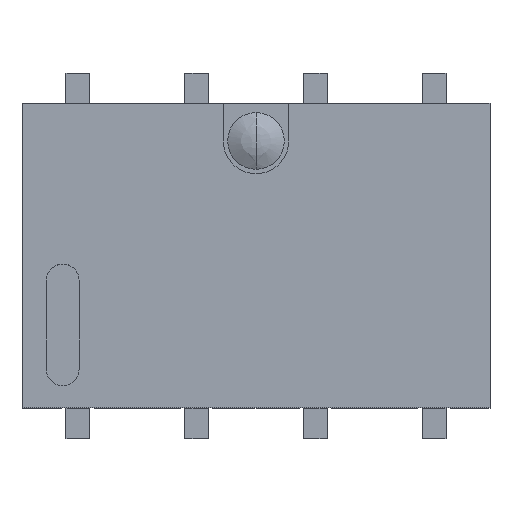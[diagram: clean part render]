
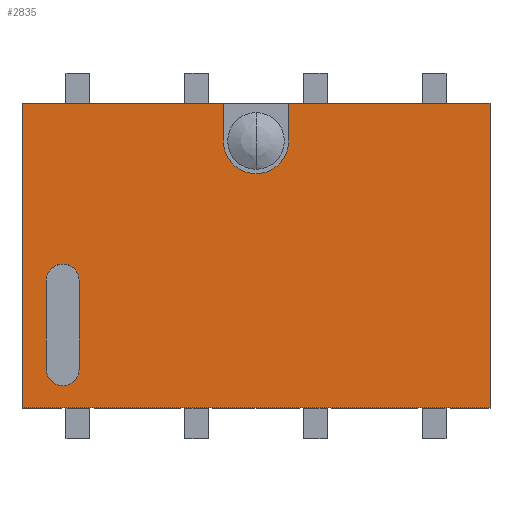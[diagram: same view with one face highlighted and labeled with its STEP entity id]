
A CAD part, top view. The second image highlights one B-rep face of the part: STEP entity #2835.
In plain terms, the highlighted planar face has unit normal (0, 0, 1).
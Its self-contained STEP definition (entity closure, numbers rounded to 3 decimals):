
#1432 = VERTEX_POINT('',#1433);
#1433 = CARTESIAN_POINT('',(5.,-3.25,5.2));
#1439 = EDGE_CURVE('',#1440,#1432,#1442,.T.);
#1440 = VERTEX_POINT('',#1441);
#1441 = CARTESIAN_POINT('',(-5.,-3.25,5.2));
#1442 = LINE('',#1443,#1444);
#1443 = CARTESIAN_POINT('',(-5.,-3.25,5.2));
#1444 = VECTOR('',#1445,1.);
#1445 = DIRECTION('',(1.,0.,0.));
#1580 = EDGE_CURVE('',#1581,#1583,#1585,.T.);
#1581 = VERTEX_POINT('',#1582);
#1582 = CARTESIAN_POINT('',(-0.7,3.25,5.2));
#1583 = VERTEX_POINT('',#1584);
#1584 = CARTESIAN_POINT('',(-5.,3.25,5.2));
#1585 = LINE('',#1586,#1587);
#1586 = CARTESIAN_POINT('',(-5.,3.25,5.2));
#1587 = VECTOR('',#1588,1.);
#1588 = DIRECTION('',(-1.,0.,0.));
#1607 = VERTEX_POINT('',#1608);
#1608 = CARTESIAN_POINT('',(0.7,3.25,5.2));
#1614 = EDGE_CURVE('',#1615,#1607,#1617,.T.);
#1615 = VERTEX_POINT('',#1616);
#1616 = CARTESIAN_POINT('',(5.,3.25,5.2));
#1617 = LINE('',#1618,#1619);
#1618 = CARTESIAN_POINT('',(-5.,3.25,5.2));
#1619 = VECTOR('',#1620,1.);
#1620 = DIRECTION('',(-1.,0.,0.));
#2006 = EDGE_CURVE('',#1583,#1440,#2007,.T.);
#2007 = LINE('',#2008,#2009);
#2008 = CARTESIAN_POINT('',(-5.,3.25,5.2));
#2009 = VECTOR('',#2010,1.);
#2010 = DIRECTION('',(0.,-1.,0.));
#2184 = EDGE_CURVE('',#1432,#1615,#2185,.T.);
#2185 = LINE('',#2186,#2187);
#2186 = CARTESIAN_POINT('',(5.,3.25,5.2));
#2187 = VECTOR('',#2188,1.);
#2188 = DIRECTION('',(0.,1.,0.));
#2835 = ADVANCED_FACE('',(#2836,#2881),#2920,.T.);
#2836 = FACE_BOUND('',#2837,.T.);
#2837 = EDGE_LOOP('',(#2838,#2848,#2857,#2866,#2874));
#2838 = ORIENTED_EDGE('',*,*,#2839,.F.);
#2839 = EDGE_CURVE('',#2840,#2842,#2844,.T.);
#2840 = VERTEX_POINT('',#2841);
#2841 = CARTESIAN_POINT('',(-3.78,-2.43,5.2));
#2842 = VERTEX_POINT('',#2843);
#2843 = CARTESIAN_POINT('',(-3.78,-0.53,5.2));
#2844 = LINE('',#2845,#2846);
#2845 = CARTESIAN_POINT('',(-3.78,-0.53,5.2));
#2846 = VECTOR('',#2847,1.);
#2847 = DIRECTION('',(0.,1.,0.));
#2848 = ORIENTED_EDGE('',*,*,#2849,.F.);
#2849 = EDGE_CURVE('',#2850,#2840,#2852,.T.);
#2850 = VERTEX_POINT('',#2851);
#2851 = CARTESIAN_POINT('',(-4.13,-2.78,5.2));
#2852 = CIRCLE('',#2853,0.35);
#2853 = AXIS2_PLACEMENT_3D('',#2854,#2855,#2856);
#2854 = CARTESIAN_POINT('',(-4.13,-2.43,5.2));
#2855 = DIRECTION('',(0.,0.,1.));
#2856 = DIRECTION('',(0.,-1.,0.));
#2857 = ORIENTED_EDGE('',*,*,#2858,.F.);
#2858 = EDGE_CURVE('',#2859,#2850,#2861,.T.);
#2859 = VERTEX_POINT('',#2860);
#2860 = CARTESIAN_POINT('',(-4.48,-2.43,5.2));
#2861 = CIRCLE('',#2862,0.35);
#2862 = AXIS2_PLACEMENT_3D('',#2863,#2864,#2865);
#2863 = CARTESIAN_POINT('',(-4.13,-2.43,5.2));
#2864 = DIRECTION('',(0.,0.,1.));
#2865 = DIRECTION('',(0.,-1.,0.));
#2866 = ORIENTED_EDGE('',*,*,#2867,.F.);
#2867 = EDGE_CURVE('',#2868,#2859,#2870,.T.);
#2868 = VERTEX_POINT('',#2869);
#2869 = CARTESIAN_POINT('',(-4.48,-0.53,5.2));
#2870 = LINE('',#2871,#2872);
#2871 = CARTESIAN_POINT('',(-4.48,-0.53,5.2));
#2872 = VECTOR('',#2873,1.);
#2873 = DIRECTION('',(0.,-1.,0.));
#2874 = ORIENTED_EDGE('',*,*,#2875,.F.);
#2875 = EDGE_CURVE('',#2842,#2868,#2876,.T.);
#2876 = CIRCLE('',#2877,0.35);
#2877 = AXIS2_PLACEMENT_3D('',#2878,#2879,#2880);
#2878 = CARTESIAN_POINT('',(-4.13,-0.53,5.2));
#2879 = DIRECTION('',(0.,0.,1.));
#2880 = DIRECTION('',(0.,1.,0.));
#2881 = FACE_BOUND('',#2882,.T.);
#2882 = EDGE_LOOP('',(#2883,#2891,#2892,#2893,#2894,#2895,#2896,#2904,
    #2913));
#2883 = ORIENTED_EDGE('',*,*,#2884,.F.);
#2884 = EDGE_CURVE('',#1581,#2885,#2887,.T.);
#2885 = VERTEX_POINT('',#2886);
#2886 = CARTESIAN_POINT('',(-0.7,2.45,5.2));
#2887 = LINE('',#2888,#2889);
#2888 = CARTESIAN_POINT('',(-0.7,3.25,5.2));
#2889 = VECTOR('',#2890,1.);
#2890 = DIRECTION('',(0.,-1.,0.));
#2891 = ORIENTED_EDGE('',*,*,#1580,.T.);
#2892 = ORIENTED_EDGE('',*,*,#2006,.T.);
#2893 = ORIENTED_EDGE('',*,*,#1439,.T.);
#2894 = ORIENTED_EDGE('',*,*,#2184,.T.);
#2895 = ORIENTED_EDGE('',*,*,#1614,.T.);
#2896 = ORIENTED_EDGE('',*,*,#2897,.F.);
#2897 = EDGE_CURVE('',#2898,#1607,#2900,.T.);
#2898 = VERTEX_POINT('',#2899);
#2899 = CARTESIAN_POINT('',(0.7,2.45,5.2));
#2900 = LINE('',#2901,#2902);
#2901 = CARTESIAN_POINT('',(0.7,3.25,5.2));
#2902 = VECTOR('',#2903,1.);
#2903 = DIRECTION('',(0.,1.,0.));
#2904 = ORIENTED_EDGE('',*,*,#2905,.F.);
#2905 = EDGE_CURVE('',#2906,#2898,#2908,.T.);
#2906 = VERTEX_POINT('',#2907);
#2907 = CARTESIAN_POINT('',(0.,1.75,5.2));
#2908 = CIRCLE('',#2909,0.7);
#2909 = AXIS2_PLACEMENT_3D('',#2910,#2911,#2912);
#2910 = CARTESIAN_POINT('',(0.,2.45,5.2));
#2911 = DIRECTION('',(0.,0.,1.));
#2912 = DIRECTION('',(0.,-1.,0.));
#2913 = ORIENTED_EDGE('',*,*,#2914,.F.);
#2914 = EDGE_CURVE('',#2885,#2906,#2915,.T.);
#2915 = CIRCLE('',#2916,0.7);
#2916 = AXIS2_PLACEMENT_3D('',#2917,#2918,#2919);
#2917 = CARTESIAN_POINT('',(0.,2.45,5.2));
#2918 = DIRECTION('',(0.,0.,1.));
#2919 = DIRECTION('',(0.,-1.,0.));
#2920 = PLANE('',#2921);
#2921 = AXIS2_PLACEMENT_3D('',#2922,#2923,#2924);
#2922 = CARTESIAN_POINT('',(-5.,-3.25,5.2));
#2923 = DIRECTION('',(0.,0.,1.));
#2924 = DIRECTION('',(0.,-1.,0.));
